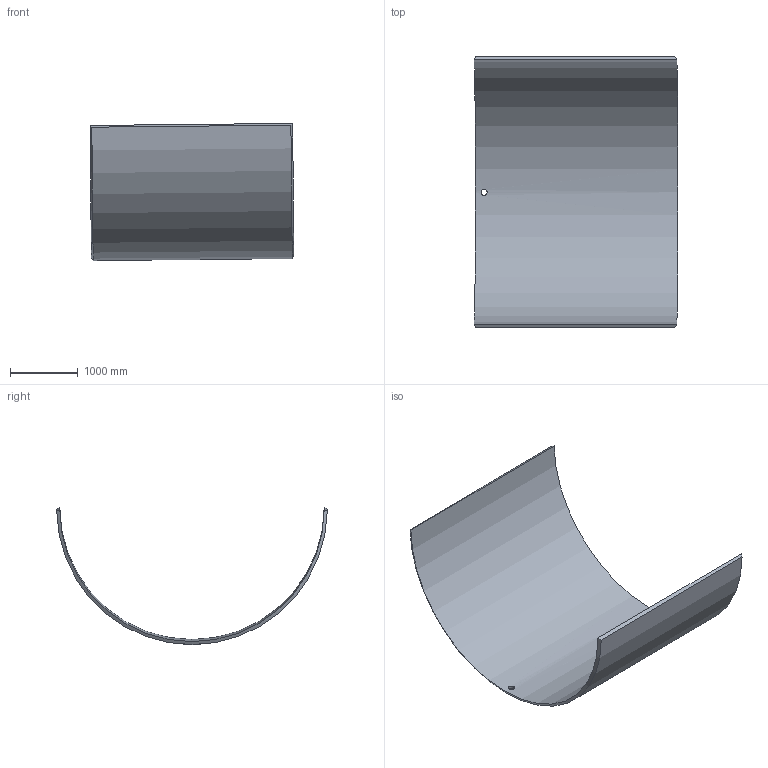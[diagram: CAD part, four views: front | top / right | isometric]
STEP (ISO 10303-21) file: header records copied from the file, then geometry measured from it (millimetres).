
FILE_DESCRIPTION(('CoCreate Modeling STEP Export'),'2;1');
FILE_NAME('s14.stp','2011-05-24T10:39:31',(''),(''),'CoCreate Modeling STEP processor for AP214 (Solid Model)','CoCreate Modeling 18.0P1120 20-Nov-2010 (C) Parametric Technology GmbH','');
FILE_SCHEMA(('AUTOMOTIVE_DESIGN { 1 0 10303 214 1 1 1 1 }'));
Length unit declared in the file: millimetre
Products named in the file (2): 213_DISTRIBUTOR_BELT-OA12-6080.PRT
Assembly tree (1 placements, depth 2):
  213_DISTRIBUTOR_BELT-OA12-6080.PRT
    213_DISTRIBUTOR_BELT-OA12-6080.PRT
Bounding box: 3015.39 x 3999.64 x 2028.6 mm (x, y, z)
Volume: 826289219.2 mm3; surface area: 37684731 mm2
Topology: 1 solids, 1 shells, 8 faces, 18 edges, 12 vertices
Faces by surface type: cylinder 4, plane 2, cone 2
Entity records: 389 total; most frequent: CARTESIAN_POINT 106, ORIENTED_EDGE 36, DIRECTION 34, EDGE_CURVE 18, AXIS2_PLACEMENT_3D 14, VERTEX_POINT 12, EDGE_LOOP 10, COLOUR_RGB 9
